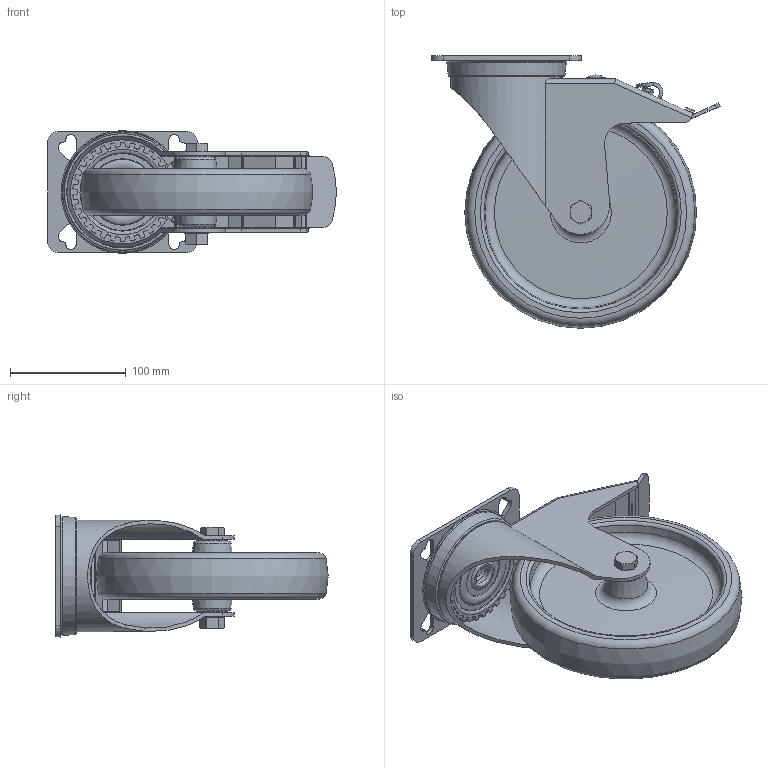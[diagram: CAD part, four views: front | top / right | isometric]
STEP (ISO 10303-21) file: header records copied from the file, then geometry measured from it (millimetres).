
FILE_DESCRIPTION(/* description */ (''),/* implementation_level */ '2;1');
FILE_NAME(/* name */ '1029633.stp',/* time_stamp */ '2024-11-21T11:53:55+01:00',/* author */ ('Bo'),/* organization */ (''),/* preprocessor_version */ 'ST-DEVELOPER v20',/* originating_system */ 'Autodesk Inventor 2025',/* authorisation */ ' ');
FILE_SCHEMA (('AUTOMOTIVE_DESIGN { 1 0 10303 214 3 1 1 }'));
Length unit declared in the file: inch
Products named in the file (8): 1029633; 1029633-1; 1029633-2; 1029633-3; 1029633-4; 1029633-5; 1029633-6; 1029633-7
Assembly tree (7 placements, depth 2):
  1029633
    1029633-1
    1029633-2
    1029633-3
    1029633-4
    1029633-5
    1029633-6
    1029633-7
Bounding box: 248.8 x 235 x 106 mm (x, y, z)
Volume: 962082.7 mm3; surface area: 241880.5 mm2
Topology: 7 solids, 7 shells, 701 faces, 1927 edges, 1260 vertices
Faces by surface type: cylinder 301, plane 278, cone 53, bspline 35, torus 33, sphere 1
Full cylindrical faces by diameter (mm): 10 x1, 10.2 x1, 12 x1, 12.5 x4, 13 x1, 16 x2, 18 x1, 19.8 x1, 20 x4, 20.2 x2, 20.5 x2, 26.5 x2, 32 x1, 90 x1, 91.54 x1, 96 x1
Entity records: 23625 total; most frequent: CARTESIAN_POINT 5213, DIRECTION 3858, ORIENTED_EDGE 3850, EDGE_CURVE 1925, AXIS2_PLACEMENT_3D 1436, VERTEX_POINT 1260, LINE 986, VECTOR 986
